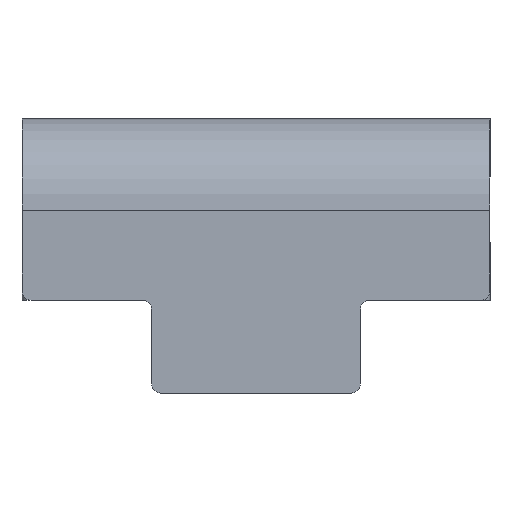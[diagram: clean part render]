
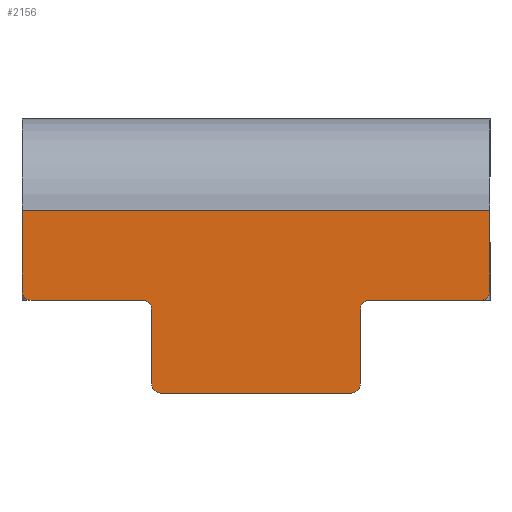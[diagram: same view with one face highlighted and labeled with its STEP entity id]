
A CAD part, left-side view. The second image highlights one B-rep face of the part: STEP entity #2156.
In plain terms, the highlighted planar face has unit normal (-1, 0, 0).
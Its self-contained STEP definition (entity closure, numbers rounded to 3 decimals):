
#90 = LINE ( 'NONE', #3382, #4830 ) ;
#92 = ORIENTED_EDGE ( 'NONE', *, *, #5842, .F. ) ;
#133 = VECTOR ( 'NONE', #3962, 1000. ) ;
#144 = DIRECTION ( 'NONE',  ( 0., 0., -1. ) ) ;
#158 = ORIENTED_EDGE ( 'NONE', *, *, #5127, .F. ) ;
#236 = CARTESIAN_POINT ( 'NONE',  ( -3.99, 2.56, 2. ) ) ;
#269 = CARTESIAN_POINT ( 'NONE',  ( -3.99, 1.042, 0. ) ) ;
#313 = EDGE_CURVE ( 'NONE', #2814, #3799, #591, .T. ) ;
#368 = VERTEX_POINT ( 'NONE', #3407 ) ;
#520 = EDGE_CURVE ( 'NONE', #1056, #368, #1275, .T. ) ;
#570 = ORIENTED_EDGE ( 'NONE', *, *, #520, .F. ) ;
#591 = CIRCLE ( 'NONE', #1007, 0.1 ) ;
#631 = CIRCLE ( 'NONE', #5134, 0.1 ) ;
#787 = EDGE_CURVE ( 'NONE', #368, #6071, #6031, .T. ) ;
#831 = LINE ( 'NONE', #4685, #3447 ) ;
#963 = LINE ( 'NONE', #4787, #5952 ) ;
#989 = EDGE_CURVE ( 'NONE', #1660, #5612, #2130, .T. ) ;
#1007 = AXIS2_PLACEMENT_3D ( 'NONE', #5189, #1879, #1904 ) ;
#1032 = EDGE_CURVE ( 'NONE', #4251, #1280, #6177, .T. ) ;
#1056 = VERTEX_POINT ( 'NONE', #1803 ) ;
#1115 = CARTESIAN_POINT ( 'NONE',  ( -3.99, -1.142, 0.1 ) ) ;
#1138 = LINE ( 'NONE', #5906, #133 ) ;
#1158 = AXIS2_PLACEMENT_3D ( 'NONE', #5475, #1581, #3116 ) ;
#1174 = LINE ( 'NONE', #3591, #2748 ) ;
#1176 = ORIENTED_EDGE ( 'NONE', *, *, #313, .F. ) ;
#1275 = LINE ( 'NONE', #5003, #1308 ) ;
#1280 = VERTEX_POINT ( 'NONE', #5619 ) ;
#1308 = VECTOR ( 'NONE', #3656, 1000. ) ;
#1340 = CARTESIAN_POINT ( 'NONE',  ( -3.99, 2.56, 2. ) ) ;
#1354 = AXIS2_PLACEMENT_3D ( 'NONE', #2084, #5473, #4897 ) ;
#1387 = DIRECTION ( 'NONE',  ( 0., -1., 0. ) ) ;
#1541 = CARTESIAN_POINT ( 'NONE',  ( -3.99, 1.242, 1.015 ) ) ;
#1581 = DIRECTION ( 'NONE',  ( 1., 0., 0. ) ) ;
#1611 = CARTESIAN_POINT ( 'NONE',  ( -3.99, 2.56, 1.115 ) ) ;
#1660 = VERTEX_POINT ( 'NONE', #6113 ) ;
#1692 = VERTEX_POINT ( 'NONE', #269 ) ;
#1750 = DIRECTION ( 'NONE',  ( 1., 0., 0. ) ) ;
#1761 = VECTOR ( 'NONE', #2136, 1000. ) ;
#1803 = CARTESIAN_POINT ( 'NONE',  ( -3.99, 1.142, 0.1 ) ) ;
#1869 = ORIENTED_EDGE ( 'NONE', *, *, #1032, .F. ) ;
#1879 = DIRECTION ( 'NONE',  ( 1., 0., 0. ) ) ;
#1886 = VERTEX_POINT ( 'NONE', #5923 ) ;
#1904 = DIRECTION ( 'NONE',  ( 0., 0., -1. ) ) ;
#1981 = EDGE_CURVE ( 'NONE', #6071, #2814, #90, .T. ) ;
#2031 = DIRECTION ( 'NONE',  ( 0., 1., 0. ) ) ;
#2084 = CARTESIAN_POINT ( 'NONE',  ( -3.99, -2.46, 1.115 ) ) ;
#2130 = CIRCLE ( 'NONE', #4130, 0.1 ) ;
#2136 = DIRECTION ( 'NONE',  ( 0., 0., -1. ) ) ;
#2156 = ADVANCED_FACE ( 'NONE', ( #5626 ), #4127, .F. ) ;
#2171 = LINE ( 'NONE', #4008, #1761 ) ;
#2299 = CARTESIAN_POINT ( 'NONE',  ( -3.99, -1.242, 0.915 ) ) ;
#2552 = EDGE_LOOP ( 'NONE', ( #4520, #5727, #5262, #3159, #5636, #92, #158, #5968, #1869, #6176, #1176, #3825, #5136, #570 ) ) ;
#2621 = VECTOR ( 'NONE', #1387, 1000. ) ;
#2653 = VERTEX_POINT ( 'NONE', #4948 ) ;
#2732 = CARTESIAN_POINT ( 'NONE',  ( -3.99, -1.142, 0.915 ) ) ;
#2748 = VECTOR ( 'NONE', #3620, 1000. ) ;
#2814 = VERTEX_POINT ( 'NONE', #6220 ) ;
#2949 = CIRCLE ( 'NONE', #1354, 0.1 ) ;
#2956 = DIRECTION ( 'NONE',  ( -1., 0., 0. ) ) ;
#2984 = CARTESIAN_POINT ( 'NONE',  ( -3.99, 1.242, 0.915 ) ) ;
#3008 = DIRECTION ( 'NONE',  ( 0., 0., -1. ) ) ;
#3116 = DIRECTION ( 'NONE',  ( 0., 0., -1. ) ) ;
#3138 = EDGE_CURVE ( 'NONE', #1692, #1056, #631, .T. ) ;
#3159 = ORIENTED_EDGE ( 'NONE', *, *, #4710, .F. ) ;
#3376 = VERTEX_POINT ( 'NONE', #1115 ) ;
#3382 = CARTESIAN_POINT ( 'NONE',  ( -3.99, 2.56, 1.015 ) ) ;
#3398 = CARTESIAN_POINT ( 'NONE',  ( -3.99, 1.042, 0.1 ) ) ;
#3407 = CARTESIAN_POINT ( 'NONE',  ( -3.99, 1.142, 0.915 ) ) ;
#3447 = VECTOR ( 'NONE', #4188, 1000. ) ;
#3591 = CARTESIAN_POINT ( 'NONE',  ( -3.99, 2.56, 1.015 ) ) ;
#3620 = DIRECTION ( 'NONE',  ( 0., 1., 0. ) ) ;
#3656 = DIRECTION ( 'NONE',  ( 0., 0., 1. ) ) ;
#3674 = EDGE_CURVE ( 'NONE', #3799, #4251, #831, .T. ) ;
#3799 = VERTEX_POINT ( 'NONE', #1611 ) ;
#3806 = VERTEX_POINT ( 'NONE', #5905 ) ;
#3825 = ORIENTED_EDGE ( 'NONE', *, *, #1981, .F. ) ;
#3962 = DIRECTION ( 'NONE',  ( 0., 1., 0. ) ) ;
#4008 = CARTESIAN_POINT ( 'NONE',  ( -3.99, -2.56, 2. ) ) ;
#4127 = PLANE ( 'NONE',  #4327 ) ;
#4130 = AXIS2_PLACEMENT_3D ( 'NONE', #2299, #4206, #5646 ) ;
#4188 = DIRECTION ( 'NONE',  ( 0., 0., 1. ) ) ;
#4206 = DIRECTION ( 'NONE',  ( -1., 0., 0. ) ) ;
#4251 = VERTEX_POINT ( 'NONE', #236 ) ;
#4259 = CIRCLE ( 'NONE', #1158, 0.1 ) ;
#4327 = AXIS2_PLACEMENT_3D ( 'NONE', #1340, #1750, #5571 ) ;
#4520 = ORIENTED_EDGE ( 'NONE', *, *, #3138, .F. ) ;
#4685 = CARTESIAN_POINT ( 'NONE',  ( -3.99, 2.56, 2. ) ) ;
#4710 = EDGE_CURVE ( 'NONE', #5612, #3376, #963, .T. ) ;
#4737 = CARTESIAN_POINT ( 'NONE',  ( -3.99, 2.56, 2. ) ) ;
#4787 = CARTESIAN_POINT ( 'NONE',  ( -3.99, -1.142, 2. ) ) ;
#4816 = DIRECTION ( 'NONE',  ( 0., 0., -1. ) ) ;
#4830 = VECTOR ( 'NONE', #2031, 1000. ) ;
#4897 = DIRECTION ( 'NONE',  ( 0., 0., 1. ) ) ;
#4948 = CARTESIAN_POINT ( 'NONE',  ( -3.99, -2.56, 1.115 ) ) ;
#5003 = CARTESIAN_POINT ( 'NONE',  ( -3.99, 1.142, 2. ) ) ;
#5127 = EDGE_CURVE ( 'NONE', #2653, #3806, #2949, .T. ) ;
#5134 = AXIS2_PLACEMENT_3D ( 'NONE', #3398, #5307, #3008 ) ;
#5136 = ORIENTED_EDGE ( 'NONE', *, *, #787, .F. ) ;
#5189 = CARTESIAN_POINT ( 'NONE',  ( -3.99, 2.46, 1.115 ) ) ;
#5222 = AXIS2_PLACEMENT_3D ( 'NONE', #2984, #2956, #144 ) ;
#5262 = ORIENTED_EDGE ( 'NONE', *, *, #5896, .F. ) ;
#5307 = DIRECTION ( 'NONE',  ( 1., 0., 0. ) ) ;
#5362 = EDGE_CURVE ( 'NONE', #1280, #2653, #2171, .T. ) ;
#5473 = DIRECTION ( 'NONE',  ( 1., 0., 0. ) ) ;
#5475 = CARTESIAN_POINT ( 'NONE',  ( -3.99, -1.042, 0.1 ) ) ;
#5571 = DIRECTION ( 'NONE',  ( 0., 0., -1. ) ) ;
#5612 = VERTEX_POINT ( 'NONE', #2732 ) ;
#5619 = CARTESIAN_POINT ( 'NONE',  ( -3.99, -2.56, 2. ) ) ;
#5626 = FACE_OUTER_BOUND ( 'NONE', #2552, .T. ) ;
#5636 = ORIENTED_EDGE ( 'NONE', *, *, #989, .F. ) ;
#5646 = DIRECTION ( 'NONE',  ( 0., 0., -1. ) ) ;
#5727 = ORIENTED_EDGE ( 'NONE', *, *, #5854, .F. ) ;
#5842 = EDGE_CURVE ( 'NONE', #3806, #1660, #1174, .T. ) ;
#5854 = EDGE_CURVE ( 'NONE', #1886, #1692, #1138, .T. ) ;
#5896 = EDGE_CURVE ( 'NONE', #3376, #1886, #4259, .T. ) ;
#5905 = CARTESIAN_POINT ( 'NONE',  ( -3.99, -2.46, 1.015 ) ) ;
#5906 = CARTESIAN_POINT ( 'NONE',  ( -3.99, 2.56, 0. ) ) ;
#5923 = CARTESIAN_POINT ( 'NONE',  ( -3.99, -1.042, 0. ) ) ;
#5952 = VECTOR ( 'NONE', #4816, 1000. ) ;
#5968 = ORIENTED_EDGE ( 'NONE', *, *, #5362, .F. ) ;
#6031 = CIRCLE ( 'NONE', #5222, 0.1 ) ;
#6071 = VERTEX_POINT ( 'NONE', #1541 ) ;
#6113 = CARTESIAN_POINT ( 'NONE',  ( -3.99, -1.243, 1.015 ) ) ;
#6176 = ORIENTED_EDGE ( 'NONE', *, *, #3674, .F. ) ;
#6177 = LINE ( 'NONE', #4737, #2621 ) ;
#6220 = CARTESIAN_POINT ( 'NONE',  ( -3.99, 2.46, 1.015 ) ) ;
